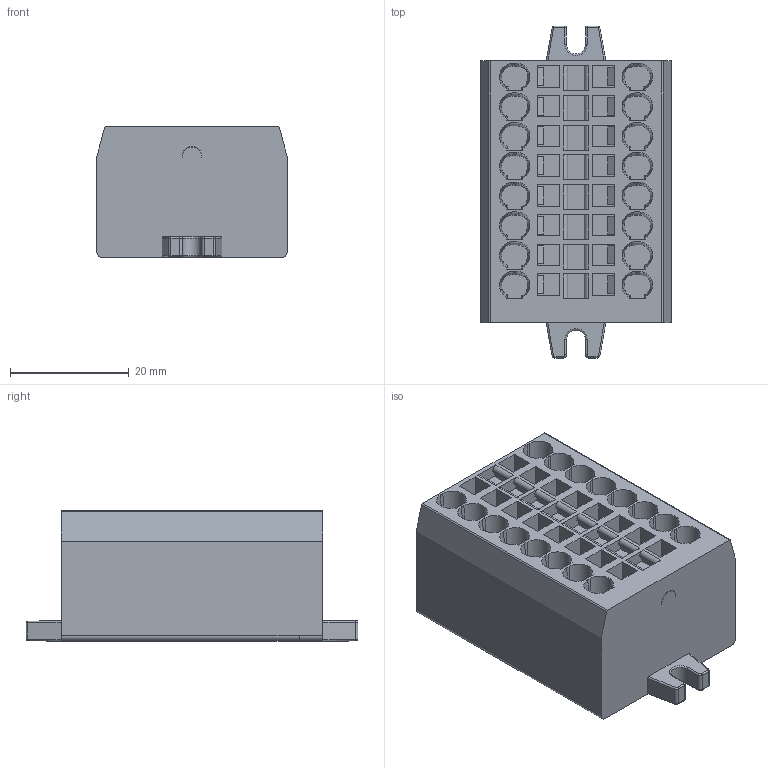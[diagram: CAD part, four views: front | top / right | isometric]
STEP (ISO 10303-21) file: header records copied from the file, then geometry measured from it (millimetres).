
FILE_DESCRIPTION(/* description */ ('Unknown'),/* implementation_level */ '2;1');
FILE_NAME(/* name */ 'SQTP2.5-8W_3D_SOLID',/* time_stamp */ '2025-04-30T11:56:02+05:00',/* author */ ('Unknown'),/* organization */ ('Unknown'),/* preprocessor_version */ 'ST-DEVELOPER v16.7',/* originating_system */ 'Solid Edge',/* authorisation */ 'Unknown');
FILE_SCHEMA (('AUTOMOTIVE_DESIGN {1 0 10303 214 3 1 1}'));
Products named in the file (1): SQTP2.5-8W_3D_SOLID
Bounding box: 32.05 x 55.8 x 22 mm (x, y, z)
Volume: 27721.3 mm3; surface area: 10381.5 mm2
Topology: 1 solids, 75 shells, 2325 faces, 6128 edges, 4005 vertices
Faces by surface type: plane 1395, bspline 487, cylinder 319, cone 69, torus 47, sphere 8
Full cylindrical faces by diameter (mm): 1.5 x20
Entity records: 97497 total; most frequent: CARTESIAN_POINT 27509, ORIENTED_EDGE 12164, DIRECTION 9207, EDGE_CURVE 6082, VERTEX_POINT 3987, LINE 3735, VECTOR 3735, AXIS2_PLACEMENT_3D 2736
